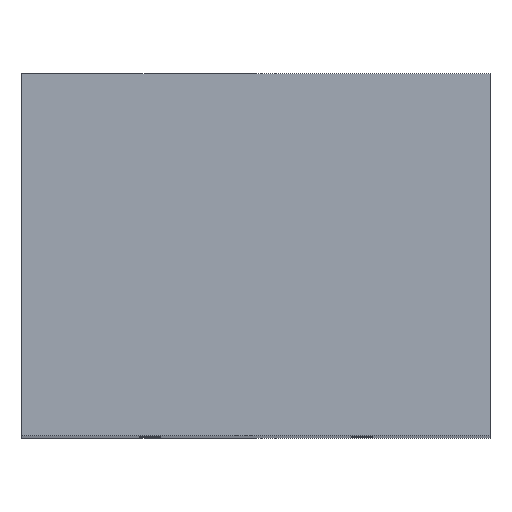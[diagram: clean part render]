
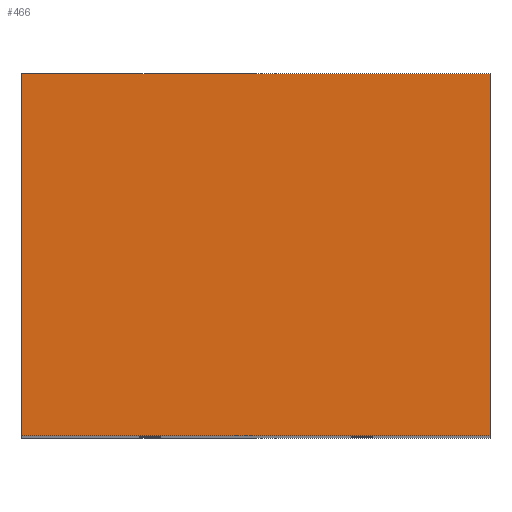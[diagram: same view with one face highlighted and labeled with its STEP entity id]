
A CAD part, top view. The second image highlights one B-rep face of the part: STEP entity #466.
In plain terms, the highlighted planar face has unit normal (0, 0, 1).
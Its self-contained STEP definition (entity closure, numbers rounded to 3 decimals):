
#219 = DIRECTION ( 'NONE',  ( -1., 0., 0. ) ) ;
#229 = ORIENTED_EDGE ( 'NONE', *, *, #3834, .T. ) ;
#236 = EDGE_CURVE ( 'NONE', #4719, #5130, #4097, .T. ) ;
#244 = PLANE ( 'NONE',  #1885 ) ;
#419 = ORIENTED_EDGE ( 'NONE', *, *, #2426, .T. ) ;
#466 = ADVANCED_FACE ( 'NONE', ( #3813 ), #244, .F. ) ;
#656 = CARTESIAN_POINT ( 'NONE',  ( -1500., 0., 2020. ) ) ;
#976 = LINE ( 'NONE', #4268, #2516 ) ;
#1218 = VECTOR ( 'NONE', #1776, 1000. ) ;
#1354 = CARTESIAN_POINT ( 'NONE',  ( -1500., 2318.575, 2020. ) ) ;
#1776 = DIRECTION ( 'NONE',  ( 0., 1., 0. ) ) ;
#1783 = CARTESIAN_POINT ( 'NONE',  ( 0., 0., 2020. ) ) ;
#1812 = VECTOR ( 'NONE', #4602, 1000. ) ;
#1858 = DIRECTION ( 'NONE',  ( 0., 0., -1. ) ) ;
#1860 = EDGE_LOOP ( 'NONE', ( #3721, #419, #229, #2852 ) ) ;
#1885 = AXIS2_PLACEMENT_3D ( 'NONE', #1783, #1858, #219 ) ;
#2046 = CARTESIAN_POINT ( 'NONE',  ( 1500., 0., 2020. ) ) ;
#2136 = DIRECTION ( 'NONE',  ( 0., -1., 0. ) ) ;
#2426 = EDGE_CURVE ( 'NONE', #5130, #3989, #2989, .T. ) ;
#2431 = VECTOR ( 'NONE', #3258, 1000. ) ;
#2468 = CARTESIAN_POINT ( 'NONE',  ( 1500., 2318.575, 2020. ) ) ;
#2516 = VECTOR ( 'NONE', #2136, 1000. ) ;
#2852 = ORIENTED_EDGE ( 'NONE', *, *, #4438, .T. ) ;
#2989 = LINE ( 'NONE', #1354, #1812 ) ;
#3148 = VERTEX_POINT ( 'NONE', #656 ) ;
#3258 = DIRECTION ( 'NONE',  ( 1., 0., 0. ) ) ;
#3401 = CARTESIAN_POINT ( 'NONE',  ( -1500., 2318.575, 2020. ) ) ;
#3721 = ORIENTED_EDGE ( 'NONE', *, *, #236, .T. ) ;
#3813 = FACE_OUTER_BOUND ( 'NONE', #1860, .T. ) ;
#3834 = EDGE_CURVE ( 'NONE', #3989, #3148, #976, .T. ) ;
#3989 = VERTEX_POINT ( 'NONE', #3401 ) ;
#4025 = LINE ( 'NONE', #2046, #2431 ) ;
#4097 = LINE ( 'NONE', #4604, #1218 ) ;
#4268 = CARTESIAN_POINT ( 'NONE',  ( -1500., 0., 2020. ) ) ;
#4438 = EDGE_CURVE ( 'NONE', #3148, #4719, #4025, .T. ) ;
#4602 = DIRECTION ( 'NONE',  ( -1., 0., 0. ) ) ;
#4604 = CARTESIAN_POINT ( 'NONE',  ( 1500., 2318.575, 2020. ) ) ;
#4650 = CARTESIAN_POINT ( 'NONE',  ( 1500., 0., 2020. ) ) ;
#4719 = VERTEX_POINT ( 'NONE', #4650 ) ;
#5130 = VERTEX_POINT ( 'NONE', #2468 ) ;
